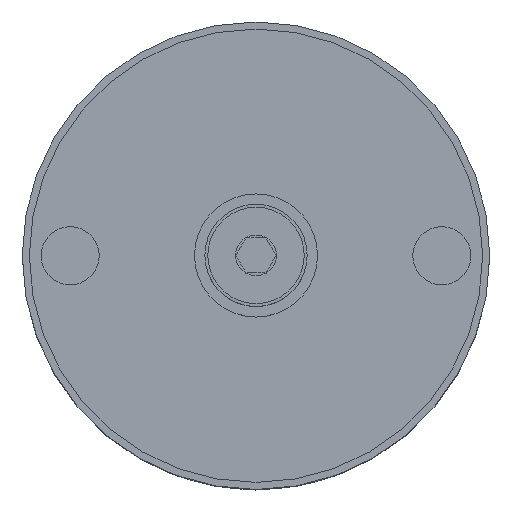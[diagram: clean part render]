
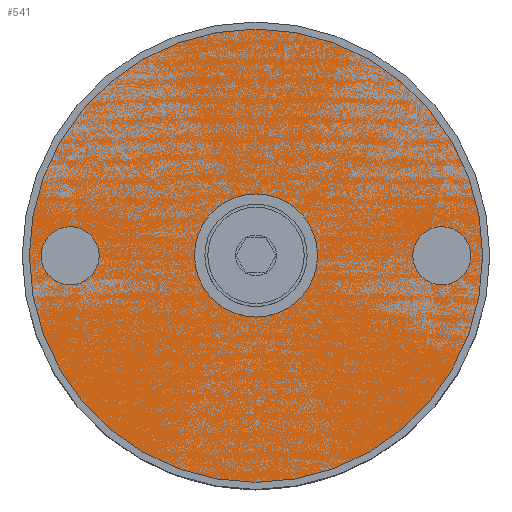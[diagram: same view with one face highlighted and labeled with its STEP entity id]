
A CAD part, top view. The second image highlights one B-rep face of the part: STEP entity #541.
In plain terms, the highlighted planar face has unit normal (0, 0, 1).
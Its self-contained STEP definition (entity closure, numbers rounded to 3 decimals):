
#83=PLANE('',#4829);
#541=ADVANCED_FACE('',(#1495,#1496,#1497,#1498),#83,.T.);
#1495=FACE_BOUND('',#1848,.T.);
#1496=FACE_BOUND('',#1849,.T.);
#1497=FACE_BOUND('',#1850,.T.);
#1498=FACE_BOUND('',#1851,.T.);
#1848=EDGE_LOOP('',(#2385));
#1849=EDGE_LOOP('',(#2386));
#1850=EDGE_LOOP('',(#2387));
#1851=EDGE_LOOP('',(#2388));
#2385=ORIENTED_EDGE('',*,*,#3986,.T.);
#2386=ORIENTED_EDGE('',*,*,#3987,.T.);
#2387=ORIENTED_EDGE('',*,*,#3988,.T.);
#2388=ORIENTED_EDGE('',*,*,#3989,.F.);
#3547=VERTEX_POINT('',#6955);
#3548=VERTEX_POINT('',#6957);
#3549=VERTEX_POINT('',#6959);
#3550=VERTEX_POINT('',#6961);
#3986=EDGE_CURVE('',#3547,#3547,#4552,.T.);
#3987=EDGE_CURVE('',#3548,#3548,#4553,.T.);
#3988=EDGE_CURVE('',#3549,#3549,#4554,.T.);
#3989=EDGE_CURVE('',#3550,#3550,#4555,.T.);
#4552=CIRCLE('',#4825,2.5);
#4553=CIRCLE('',#4826,2.5);
#4554=CIRCLE('',#4827,19.513);
#4555=CIRCLE('',#4828,3.5);
#4825=AXIS2_PLACEMENT_3D('',#6954,#5472,#5473);
#4826=AXIS2_PLACEMENT_3D('',#6956,#5474,#5475);
#4827=AXIS2_PLACEMENT_3D('',#6958,#5476,#5477);
#4828=AXIS2_PLACEMENT_3D('',#6960,#5478,#5479);
#4829=AXIS2_PLACEMENT_3D('',#6962,#5480,#5481);
#5472=DIRECTION('',(0.,0.,-1.));
#5473=DIRECTION('',(0.,-1.,0.));
#5474=DIRECTION('',(0.,0.,-1.));
#5475=DIRECTION('',(0.,-1.,0.));
#5476=DIRECTION('',(0.,0.,1.));
#5477=DIRECTION('',(0.,-1.,0.));
#5478=DIRECTION('',(0.,0.,1.));
#5479=DIRECTION('',(0.,-1.,0.));
#5480=DIRECTION('',(0.,0.,1.));
#5481=DIRECTION('',(0.,1.,0.));
#6954=CARTESIAN_POINT('',(16.,0.,0.));
#6955=CARTESIAN_POINT('',(16.,-2.5,0.));
#6956=CARTESIAN_POINT('',(-16.,0.,0.));
#6957=CARTESIAN_POINT('',(-16.,-2.5,0.));
#6958=CARTESIAN_POINT('',(0.,0.,0.));
#6959=CARTESIAN_POINT('',(0.,-19.513,0.));
#6960=CARTESIAN_POINT('',(0.,0.,0.));
#6961=CARTESIAN_POINT('',(0.,-3.5,0.));
#6962=CARTESIAN_POINT('',(0.,0.,0.));
